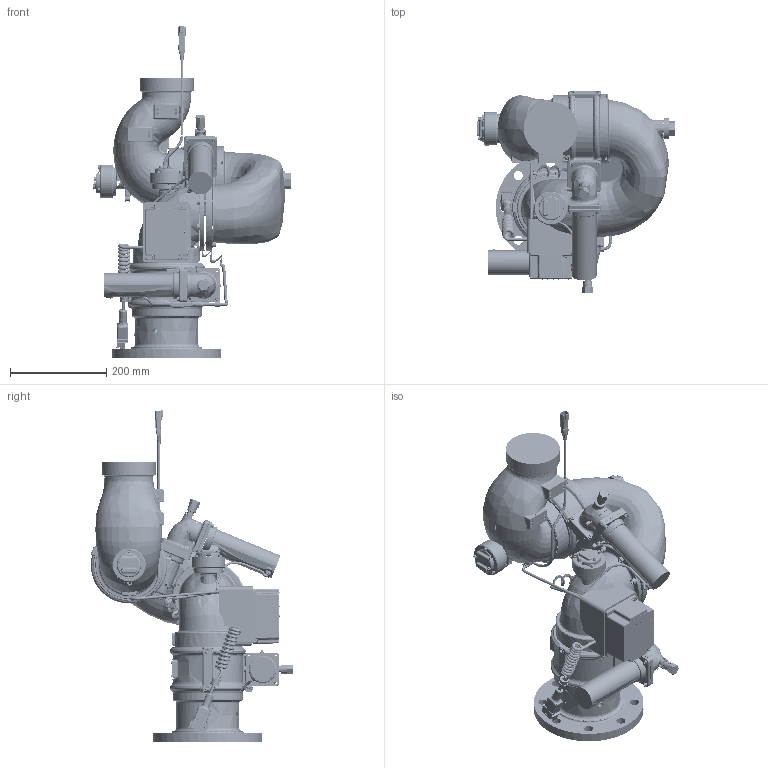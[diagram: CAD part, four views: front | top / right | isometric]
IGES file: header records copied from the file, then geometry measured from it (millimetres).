
Start section: SolidWorks IGES file using analytic representation for surfaces
Global section: file name: 7400X2.IGS; native system: SolidWorks 2019; preprocessor: SolidWorks 2019; author: lpeoples; date: 191202.113101; units: inch
Bounding box: 413 x 421.48 x 691.61 mm (x, y, z)
Surface area: 917106.8 mm2 (no closed solid volume)
Topology: 0 solids, 0 shells, 2335 faces, 37215 edges, 37134 vertices
Faces by surface type: bspline 1359, revolution 976
